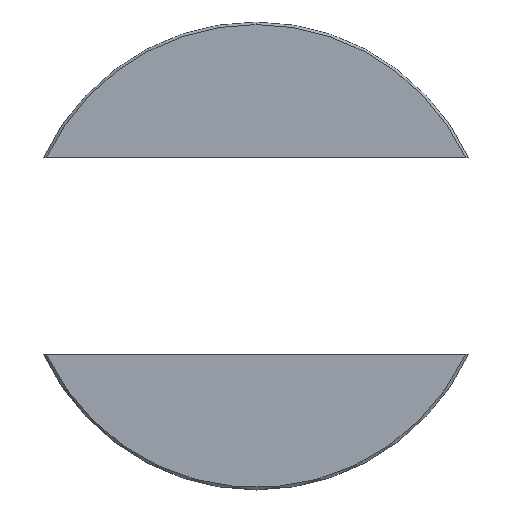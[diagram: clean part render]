
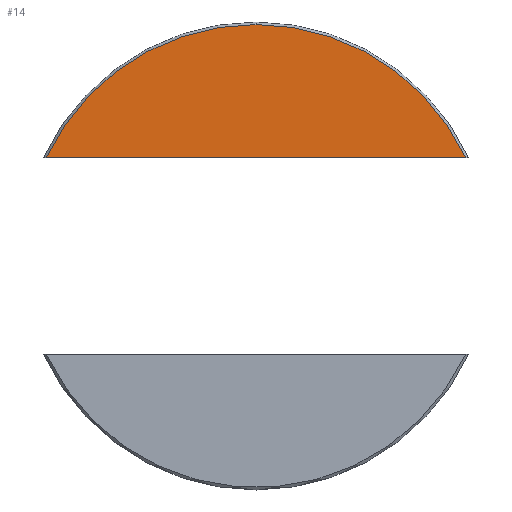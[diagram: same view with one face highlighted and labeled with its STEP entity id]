
A CAD part, front view. The second image highlights one B-rep face of the part: STEP entity #14.
In plain terms, the highlighted planar face has unit normal (0, -1, 0).
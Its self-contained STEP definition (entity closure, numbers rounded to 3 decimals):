
#11 = CARTESIAN_POINT ( 'NONE',  ( -33.156, 0., 15.5 ) ) ;
#14 = ADVANCED_FACE ( 'NONE', ( #308 ), #162, .F. ) ;
#15 = CIRCLE ( 'NONE', #59, 36.6 ) ;
#16 = DIRECTION ( 'NONE',  ( 0., 0., 1. ) ) ;
#26 = DIRECTION ( 'NONE',  ( 0., 0., 1. ) ) ;
#59 = AXIS2_PLACEMENT_3D ( 'NONE', #90, #124, #16 ) ;
#74 = CARTESIAN_POINT ( 'NONE',  ( 0., 0., 0. ) ) ;
#90 = CARTESIAN_POINT ( 'NONE',  ( 0., 0., 0. ) ) ;
#99 = ORIENTED_EDGE ( 'NONE', *, *, #210, .T. ) ;
#115 = CARTESIAN_POINT ( 'NONE',  ( 0., 0., 0. ) ) ;
#118 = CARTESIAN_POINT ( 'NONE',  ( 0., 0., 36.6 ) ) ;
#124 = DIRECTION ( 'NONE',  ( 0., -1., 0. ) ) ;
#131 = ORIENTED_EDGE ( 'NONE', *, *, #177, .T. ) ;
#137 = ORIENTED_EDGE ( 'NONE', *, *, #348, .T. ) ;
#141 = VERTEX_POINT ( 'NONE', #118 ) ;
#143 = VECTOR ( 'NONE', #300, 1000. ) ;
#150 = CARTESIAN_POINT ( 'NONE',  ( -37.325, 0., 15.5 ) ) ;
#162 = PLANE ( 'NONE',  #321 ) ;
#165 = CIRCLE ( 'NONE', #338, 36.6 ) ;
#177 = EDGE_CURVE ( 'NONE', #141, #370, #165, .T. ) ;
#208 = CARTESIAN_POINT ( 'NONE',  ( 33.156, 0., 15.5 ) ) ;
#210 = EDGE_CURVE ( 'NONE', #370, #272, #380, .T. ) ;
#263 = EDGE_LOOP ( 'NONE', ( #137, #131, #99 ) ) ;
#269 = DIRECTION ( 'NONE',  ( 0., -1., 0. ) ) ;
#272 = VERTEX_POINT ( 'NONE', #208 ) ;
#287 = DIRECTION ( 'NONE',  ( 0., 1., 0. ) ) ;
#300 = DIRECTION ( 'NONE',  ( 1., 0., 0. ) ) ;
#308 = FACE_OUTER_BOUND ( 'NONE', #263, .T. ) ;
#321 = AXIS2_PLACEMENT_3D ( 'NONE', #74, #287, #26 ) ;
#333 = DIRECTION ( 'NONE',  ( 0., 0., 1. ) ) ;
#338 = AXIS2_PLACEMENT_3D ( 'NONE', #115, #269, #333 ) ;
#348 = EDGE_CURVE ( 'NONE', #272, #141, #15, .T. ) ;
#370 = VERTEX_POINT ( 'NONE', #11 ) ;
#380 = LINE ( 'NONE', #150, #143 ) ;
